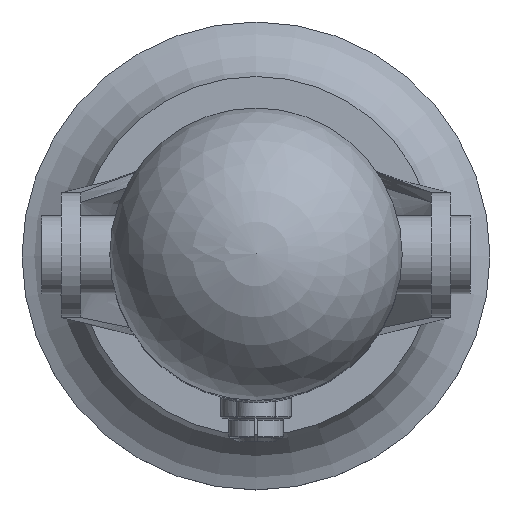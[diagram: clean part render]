
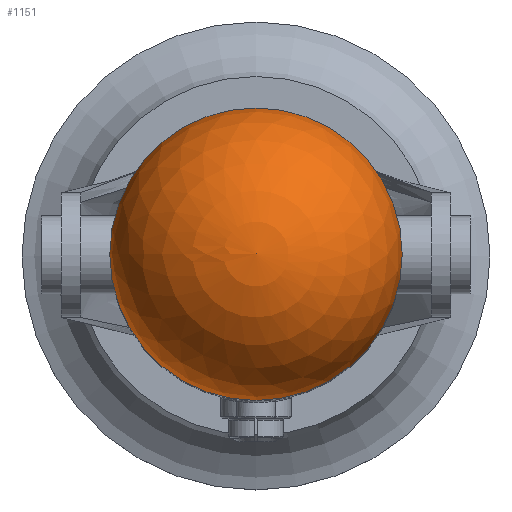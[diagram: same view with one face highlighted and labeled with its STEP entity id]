
A CAD part, top view. The second image highlights one B-rep face of the part: STEP entity #1151.
In plain terms, the highlighted spherical face has radius 37.5 mm.
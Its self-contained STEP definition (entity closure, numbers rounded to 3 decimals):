
#14=SPHERICAL_SURFACE('',#1278,37.5);
#90=CIRCLE('',#1242,37.5);
#108=CIRCLE('',#1279,37.5);
#187=FACE_OUTER_BOUND('',#267,.T.);
#267=EDGE_LOOP('',(#940,#941,#942));
#535=VERTEX_POINT('',#2067);
#560=VERTEX_POINT('',#2269);
#658=EDGE_CURVE('',#535,#535,#90,.T.);
#696=EDGE_CURVE('',#560,#535,#108,.T.);
#940=ORIENTED_EDGE('',*,*,#658,.T.);
#941=ORIENTED_EDGE('',*,*,#696,.F.);
#942=ORIENTED_EDGE('',*,*,#696,.T.);
#1151=ADVANCED_FACE('',(#187),#14,.T.);
#1242=AXIS2_PLACEMENT_3D('',#2068,#1411,#1412);
#1278=AXIS2_PLACEMENT_3D('',#2268,#1500,#1501);
#1279=AXIS2_PLACEMENT_3D('',#2270,#1502,#1503);
#1411=DIRECTION('center_axis',(0.,0.,1.));
#1412=DIRECTION('ref_axis',(1.,0.,0.));
#1500=DIRECTION('center_axis',(0.,0.,1.));
#1501=DIRECTION('ref_axis',(1.,0.,0.));
#1502=DIRECTION('center_axis',(0.,-1.,0.));
#1503=DIRECTION('ref_axis',(-1.,0.,0.));
#2067=CARTESIAN_POINT('',(-37.5,0.,260.));
#2068=CARTESIAN_POINT('Origin',(0.,0.,260.));
#2268=CARTESIAN_POINT('Origin',(0.,0.,260.));
#2269=CARTESIAN_POINT('',(0.,0.,297.5));
#2270=CARTESIAN_POINT('Origin',(0.,0.,260.));
